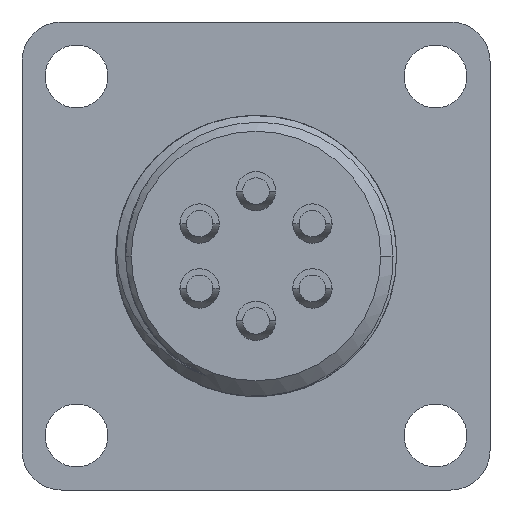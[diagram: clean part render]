
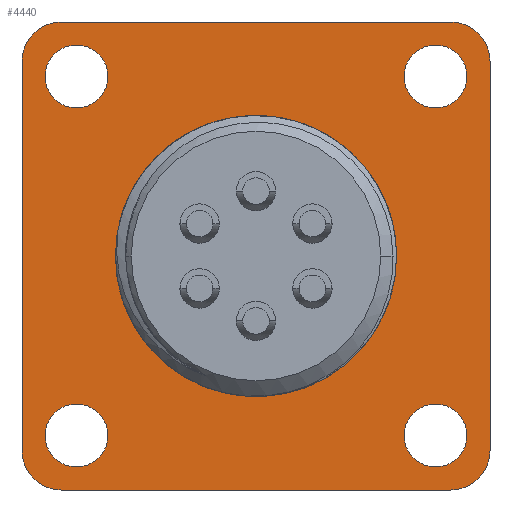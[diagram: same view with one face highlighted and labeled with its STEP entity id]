
A CAD part, front view. The second image highlights one B-rep face of the part: STEP entity #4440.
In plain terms, the highlighted planar face has unit normal (0, -1, 0).
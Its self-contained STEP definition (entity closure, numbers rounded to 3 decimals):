
#808=CARTESIAN_POINT('',(9.9,-2.3,9.9));
#809=DIRECTION('',(0.,-1.,0.));
#810=DIRECTION('',(1.,0.,0.));
#811=AXIS2_PLACEMENT_3D('',#808,#809,#810);
#813=DIRECTION('',(0.,0.,1.));
#814=VECTOR('',#813,19.8);
#815=CARTESIAN_POINT('',(11.9,-2.3,-9.9));
#816=LINE('',#815,#814);
#817=CARTESIAN_POINT('',(9.9,-2.3,-9.9));
#818=DIRECTION('',(0.,-1.,0.));
#819=DIRECTION('',(0.,0.,-1.));
#820=AXIS2_PLACEMENT_3D('',#817,#818,#819);
#822=DIRECTION('',(1.,0.,0.));
#823=VECTOR('',#822,19.8);
#824=CARTESIAN_POINT('',(-9.9,-2.3,-11.9));
#825=LINE('',#824,#823);
#826=CARTESIAN_POINT('',(-9.9,-2.3,-9.9));
#827=DIRECTION('',(0.,-1.,0.));
#828=DIRECTION('',(-1.,0.,0.));
#829=AXIS2_PLACEMENT_3D('',#826,#827,#828);
#831=DIRECTION('',(0.,0.,-1.));
#832=VECTOR('',#831,19.8);
#833=CARTESIAN_POINT('',(-11.9,-2.3,9.9));
#834=LINE('',#833,#832);
#835=CARTESIAN_POINT('',(-9.9,-2.3,9.9));
#836=DIRECTION('',(0.,-1.,0.));
#837=DIRECTION('',(0.,0.,1.));
#838=AXIS2_PLACEMENT_3D('',#835,#836,#837);
#840=DIRECTION('',(-1.,0.,0.));
#841=VECTOR('',#840,19.8);
#842=CARTESIAN_POINT('',(9.9,-2.3,11.9));
#843=LINE('',#842,#841);
#844=CARTESIAN_POINT('',(9.13,-2.3,9.13));
#845=DIRECTION('',(0.,1.,0.));
#846=DIRECTION('',(0.,0.,-1.));
#847=AXIS2_PLACEMENT_3D('',#844,#845,#846);
#849=CARTESIAN_POINT('',(9.13,-2.3,9.13));
#850=DIRECTION('',(0.,1.,0.));
#851=DIRECTION('',(0.,0.,1.));
#852=AXIS2_PLACEMENT_3D('',#849,#850,#851);
#854=CARTESIAN_POINT('',(9.13,-2.3,-9.13));
#855=DIRECTION('',(0.,1.,0.));
#856=DIRECTION('',(0.,0.,-1.));
#857=AXIS2_PLACEMENT_3D('',#854,#855,#856);
#859=CARTESIAN_POINT('',(9.13,-2.3,-9.13));
#860=DIRECTION('',(0.,1.,0.));
#861=DIRECTION('',(0.,0.,1.));
#862=AXIS2_PLACEMENT_3D('',#859,#860,#861);
#864=CARTESIAN_POINT('',(-9.13,-2.3,-9.13));
#865=DIRECTION('',(0.,1.,0.));
#866=DIRECTION('',(0.,0.,-1.));
#867=AXIS2_PLACEMENT_3D('',#864,#865,#866);
#869=CARTESIAN_POINT('',(-9.13,-2.3,-9.13));
#870=DIRECTION('',(0.,1.,0.));
#871=DIRECTION('',(0.,0.,1.));
#872=AXIS2_PLACEMENT_3D('',#869,#870,#871);
#874=CARTESIAN_POINT('',(-9.13,-2.3,9.13));
#875=DIRECTION('',(0.,1.,0.));
#876=DIRECTION('',(0.,0.,-1.));
#877=AXIS2_PLACEMENT_3D('',#874,#875,#876);
#879=CARTESIAN_POINT('',(-9.13,-2.3,9.13));
#880=DIRECTION('',(0.,1.,0.));
#881=DIRECTION('',(0.,0.,1.));
#882=AXIS2_PLACEMENT_3D('',#879,#880,#881);
#884=CARTESIAN_POINT('',(0.,-2.3,0.));
#885=DIRECTION('',(0.,-1.,0.));
#886=DIRECTION('',(1.,0.,0.));
#887=AXIS2_PLACEMENT_3D('',#884,#885,#886);
#889=CARTESIAN_POINT('',(0.,-2.3,0.));
#890=DIRECTION('',(0.,-1.,0.));
#891=DIRECTION('',(-1.,0.,0.));
#892=AXIS2_PLACEMENT_3D('',#889,#890,#891);
#3041=CARTESIAN_POINT('',(9.13,-2.3,7.53));
#3042=CARTESIAN_POINT('',(9.13,-2.3,10.73));
#3043=VERTEX_POINT('',#3041);
#3044=VERTEX_POINT('',#3042);
#3045=CARTESIAN_POINT('',(9.13,-2.3,-10.73));
#3046=CARTESIAN_POINT('',(9.13,-2.3,-7.53));
#3047=VERTEX_POINT('',#3045);
#3048=VERTEX_POINT('',#3046);
#3049=CARTESIAN_POINT('',(-9.13,-2.3,-10.73));
#3050=CARTESIAN_POINT('',(-9.13,-2.3,-7.53));
#3051=VERTEX_POINT('',#3049);
#3052=VERTEX_POINT('',#3050);
#3053=CARTESIAN_POINT('',(-9.13,-2.3,7.53));
#3054=CARTESIAN_POINT('',(-9.13,-2.3,10.73));
#3055=VERTEX_POINT('',#3053);
#3056=VERTEX_POINT('',#3054);
#3057=CARTESIAN_POINT('',(11.9,-2.3,9.9));
#3058=CARTESIAN_POINT('',(9.9,-2.3,11.9));
#3059=VERTEX_POINT('',#3057);
#3060=VERTEX_POINT('',#3058);
#3061=CARTESIAN_POINT('',(-9.9,-2.3,11.9));
#3062=VERTEX_POINT('',#3061);
#3063=CARTESIAN_POINT('',(-11.9,-2.3,9.9));
#3064=VERTEX_POINT('',#3063);
#3065=CARTESIAN_POINT('',(-11.9,-2.3,-9.9));
#3066=VERTEX_POINT('',#3065);
#3067=CARTESIAN_POINT('',(-9.9,-2.3,-11.9));
#3068=VERTEX_POINT('',#3067);
#3069=CARTESIAN_POINT('',(9.9,-2.3,-11.9));
#3070=VERTEX_POINT('',#3069);
#3071=CARTESIAN_POINT('',(11.9,-2.3,-9.9));
#3072=VERTEX_POINT('',#3071);
#3087=CARTESIAN_POINT('',(7.144,-2.3,0.));
#3089=VERTEX_POINT('',#3087);
#3117=CARTESIAN_POINT('',(-7.144,-2.3,0.));
#3118=VERTEX_POINT('',#3117);
#4395=CARTESIAN_POINT('',(0.,-2.3,0.));
#4396=DIRECTION('',(0.,-1.,0.));
#4397=DIRECTION('',(0.,0.,-1.));
#4398=AXIS2_PLACEMENT_3D('',#4395,#4396,#4397);
#4399=PLANE('',#4398);
#4400=ORIENTED_EDGE('',*,*,#4291,.F.);
#4401=ORIENTED_EDGE('',*,*,#4306,.F.);
#4402=ORIENTED_EDGE('',*,*,#4320,.F.);
#4403=ORIENTED_EDGE('',*,*,#4334,.F.);
#4404=ORIENTED_EDGE('',*,*,#4348,.F.);
#4405=ORIENTED_EDGE('',*,*,#4362,.F.);
#4406=ORIENTED_EDGE('',*,*,#4376,.F.);
#4407=ORIENTED_EDGE('',*,*,#4389,.F.);
#4408=EDGE_LOOP('',(#4400,#4401,#4402,#4403,#4404,#4405,#4406,#4407));
#4409=FACE_OUTER_BOUND('',#4408,.F.);
#4411=ORIENTED_EDGE('',*,*,#4410,.F.);
#4413=ORIENTED_EDGE('',*,*,#4412,.F.);
#4414=EDGE_LOOP('',(#4411,#4413));
#4415=FACE_BOUND('',#4414,.F.);
#4417=ORIENTED_EDGE('',*,*,#4416,.F.);
#4419=ORIENTED_EDGE('',*,*,#4418,.F.);
#4420=EDGE_LOOP('',(#4417,#4419));
#4421=FACE_BOUND('',#4420,.F.);
#4423=ORIENTED_EDGE('',*,*,#4422,.F.);
#4425=ORIENTED_EDGE('',*,*,#4424,.F.);
#4426=EDGE_LOOP('',(#4423,#4425));
#4427=FACE_BOUND('',#4426,.F.);
#4429=ORIENTED_EDGE('',*,*,#4428,.F.);
#4431=ORIENTED_EDGE('',*,*,#4430,.F.);
#4432=EDGE_LOOP('',(#4429,#4431));
#4433=FACE_BOUND('',#4432,.F.);
#4435=ORIENTED_EDGE('',*,*,#4434,.T.);
#4437=ORIENTED_EDGE('',*,*,#4436,.T.);
#4438=EDGE_LOOP('',(#4435,#4437));
#4439=FACE_BOUND('',#4438,.F.);
#4440=ADVANCED_FACE('',(#4409,#4415,#4421,#4427,#4433,#4439),#4399,.T.);
#812=CIRCLE('',#811,2.);
#821=CIRCLE('',#820,2.);
#830=CIRCLE('',#829,2.);
#839=CIRCLE('',#838,2.);
#848=CIRCLE('',#847,1.6);
#853=CIRCLE('',#852,1.6);
#858=CIRCLE('',#857,1.6);
#863=CIRCLE('',#862,1.6);
#868=CIRCLE('',#867,1.6);
#873=CIRCLE('',#872,1.6);
#878=CIRCLE('',#877,1.6);
#883=CIRCLE('',#882,1.6);
#888=CIRCLE('',#887,7.144);
#893=CIRCLE('',#892,7.144);
#4291=EDGE_CURVE('',#3059,#3060,#812,.T.);
#4306=EDGE_CURVE('',#3072,#3059,#816,.T.);
#4320=EDGE_CURVE('',#3070,#3072,#821,.T.);
#4334=EDGE_CURVE('',#3068,#3070,#825,.T.);
#4348=EDGE_CURVE('',#3066,#3068,#830,.T.);
#4362=EDGE_CURVE('',#3064,#3066,#834,.T.);
#4376=EDGE_CURVE('',#3062,#3064,#839,.T.);
#4389=EDGE_CURVE('',#3060,#3062,#843,.T.);
#4410=EDGE_CURVE('',#3043,#3044,#848,.T.);
#4412=EDGE_CURVE('',#3044,#3043,#853,.T.);
#4416=EDGE_CURVE('',#3047,#3048,#858,.T.);
#4418=EDGE_CURVE('',#3048,#3047,#863,.T.);
#4422=EDGE_CURVE('',#3051,#3052,#868,.T.);
#4424=EDGE_CURVE('',#3052,#3051,#873,.T.);
#4428=EDGE_CURVE('',#3055,#3056,#878,.T.);
#4430=EDGE_CURVE('',#3056,#3055,#883,.T.);
#4434=EDGE_CURVE('',#3089,#3118,#888,.T.);
#4436=EDGE_CURVE('',#3118,#3089,#893,.T.);
